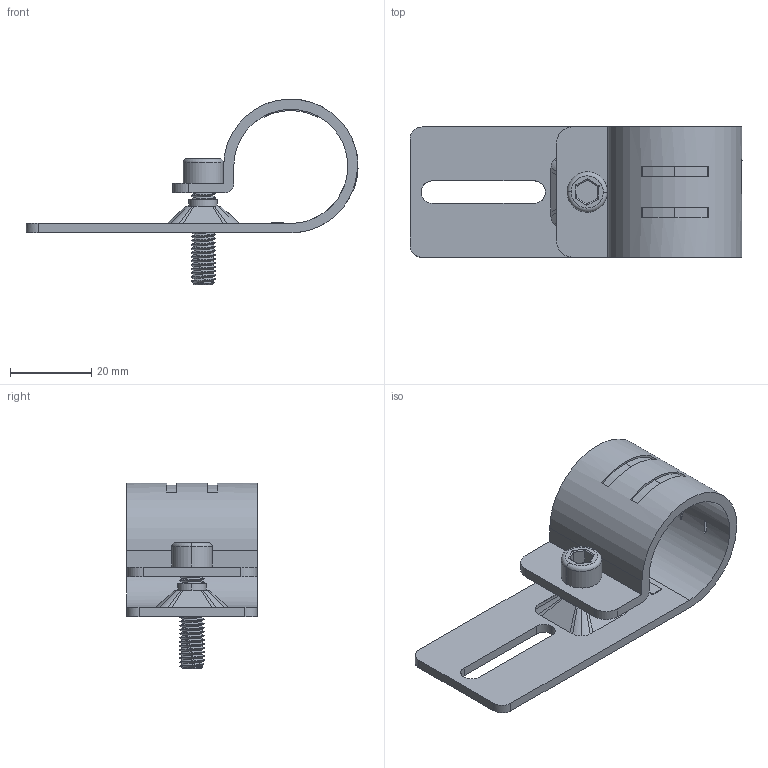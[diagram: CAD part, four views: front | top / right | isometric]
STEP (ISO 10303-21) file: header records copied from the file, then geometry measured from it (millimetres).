
FILE_DESCRIPTION (( 'STEP AP214' ), '1' );
FILE_NAME ('B309 Ñîåäèíèòåëü òðóáíûé, Ô28, 15B.STEP', '2023-11-10T06:12:22', ( '' ), ( '' ), 'SwSTEP 2.0', 'SolidWorks 2022', '' );
FILE_SCHEMA (( 'AUTOMOTIVE_DESIGN' ));
Length unit declared in the file: millimetre
Products named in the file (1): B309 Соединитель трубный, Ф28, 15B
Bounding box: 81.49 x 32 x 45.6 mm (x, y, z)
Volume: 12327.9 mm3; surface area: 12124.2 mm2
Topology: 1 solids, 1 shells, 248 faces, 689 edges, 451 vertices
Faces by surface type: cylinder 93, plane 86, bspline 58, cone 9, torus 2
Entity records: 17320 total; most frequent: CARTESIAN_POINT 10146, ORIENTED_EDGE 1378, DIRECTION 718, EDGE_CURVE 689, VERTEX_POINT 451, B_SPLINE_CURVE_WITH_KNOTS 415, EDGE_LOOP 268, AXIS2_PLACEMENT_3D 259
